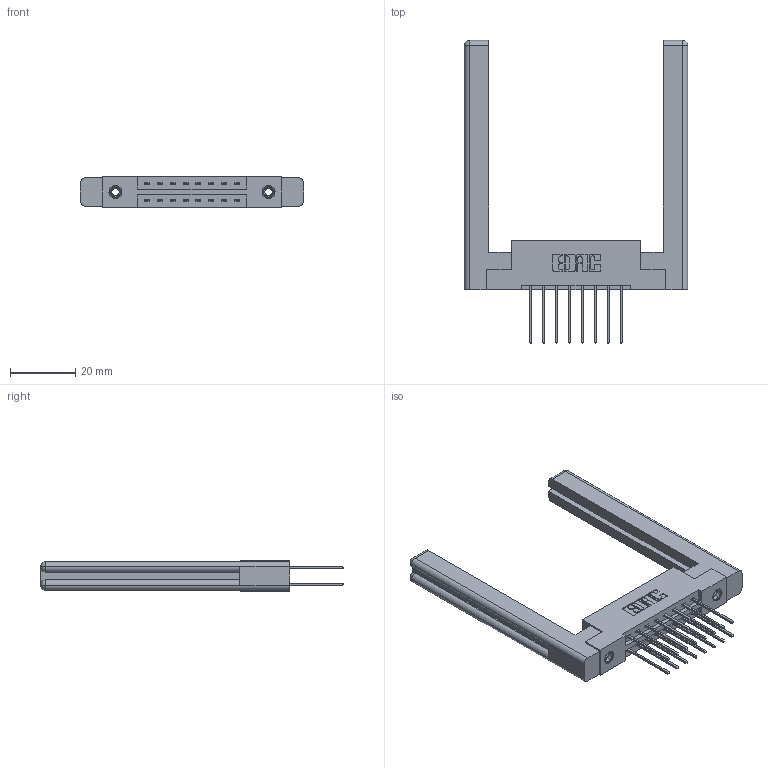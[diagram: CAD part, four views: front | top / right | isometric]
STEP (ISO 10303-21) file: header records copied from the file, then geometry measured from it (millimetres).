
FILE_DESCRIPTION (( 'STEP AP203' ), '1' );
FILE_NAME ('337-016-542-258.STEP', '2019-10-08T12:32:22', ( '' ), ( '' ), 'SwSTEP 2.0', 'SolidWorks 2016', '' );
FILE_SCHEMA (( 'CONFIG_CONTROL_DESIGN' ));
Length unit declared in the file: inch
Products named in the file (5): 345-292-001_345-293-142; 337-016-542-258; 345-250-001_345-250-001-102; 337 Part_Flush Mounting Lugs - 0.156 Dia-TI; 307-220-058
Assembly tree (21 placements, depth 2):
  337-016-542-258
    337 Part_Flush Mounting Lugs - 0.156 Dia-TI
    345-292-001_345-293-142  x16
    345-250-001_345-250-001-102  x2
    307-220-058  x2
Bounding box: 68.33 x 92.72 x 9.4 mm (x, y, z)
Volume: 13965.1 mm3; surface area: 12801.4 mm2
Topology: 21 solids, 21 shells, 1120 faces, 3241 edges, 2126 vertices
Faces by surface type: plane 762, cylinder 334, cone 12, torus 12
Entity records: 13252 total; most frequent: CARTESIAN_POINT 2269, ORIENTED_EDGE 2144, DIRECTION 2008, EDGE_CURVE 1072, VECTOR 896, LINE 896, VERTEX_POINT 706, AXIS2_PLACEMENT_3D 556
